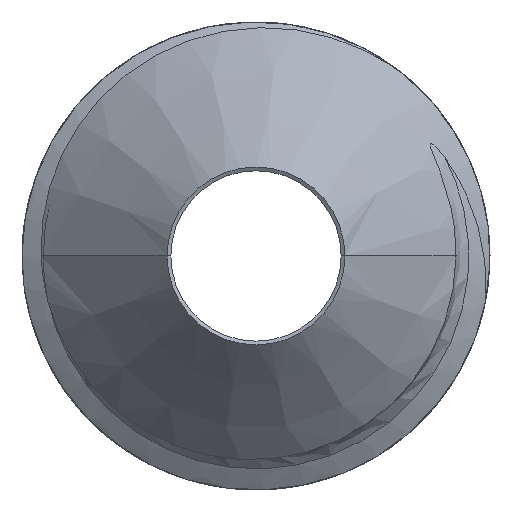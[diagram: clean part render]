
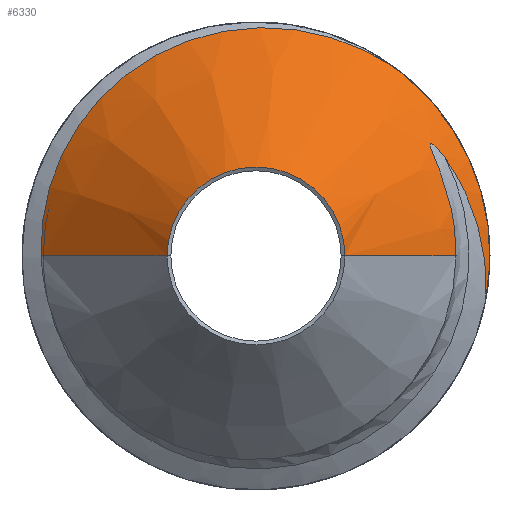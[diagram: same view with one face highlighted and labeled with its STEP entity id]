
A CAD part, left-side view. The second image highlights one B-rep face of the part: STEP entity #6330.
In plain terms, the highlighted conical face has half-angle 45 degrees and reference radius 0.863 mm.
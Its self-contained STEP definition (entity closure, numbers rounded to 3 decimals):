
#1056=CARTESIAN_POINT('',(0.775,0.,0.));
#1057=DIRECTION('',(-1.,0.,0.));
#1058=DIRECTION('',(0.,-0.983,-0.184));
#1059=AXIS2_PLACEMENT_3D('',#1056,#1057,#1058);
#2704=CARTESIAN_POINT('',(0.672,1.147,0.));
#2705=CARTESIAN_POINT('',(0.675,1.15,
0.067));
#2706=CARTESIAN_POINT('',(0.68,1.144,
0.202));
#2707=CARTESIAN_POINT('',(0.689,1.098,
0.404));
#2708=CARTESIAN_POINT('',(0.697,1.016,
0.595));
#2709=CARTESIAN_POINT('',(0.704,0.905,
0.766));
#2710=CARTESIAN_POINT('',(0.712,0.764,
0.916));
#2711=CARTESIAN_POINT('',(0.72,0.6,
1.041));
#2712=CARTESIAN_POINT('',(0.728,0.414,
1.136));
#2713=CARTESIAN_POINT('',(0.736,0.215,
1.198));
#2714=CARTESIAN_POINT('',(0.744,0.002,
1.225));
#2715=CARTESIAN_POINT('',(0.752,-0.213,
1.214));
#2716=CARTESIAN_POINT('',(0.759,-0.42,
1.167));
#2717=CARTESIAN_POINT('',(0.767,-0.615,
1.086));
#2718=CARTESIAN_POINT('',(0.772,-0.736,
1.009));
#2719=CARTESIAN_POINT('',(0.775,-0.793,0.966));
#2726=CARTESIAN_POINT('',(0.775,-1.229,-0.23));
#2727=CARTESIAN_POINT('',(0.766,-1.232,
-0.161));
#2728=CARTESIAN_POINT('',(0.747,-1.227,
-0.024));
#2729=CARTESIAN_POINT('',(0.719,-1.187,
0.175));
#2730=CARTESIAN_POINT('',(0.691,-1.115,
0.36));
#2731=CARTESIAN_POINT('',(0.672,-1.047,
0.472));
#2732=CARTESIAN_POINT('',(0.663,-1.01,
0.524));
#2734=DIRECTION('',(0.707,-0.707,0.));
#2735=VECTOR('',#2734,0.839);
#2736=CARTESIAN_POINT('',(0.,-0.475,0.));
#2737=LINE('',#2736,#2735);
#2738=CARTESIAN_POINT('',(0.,0.,0.));
#2739=DIRECTION('',(1.,0.,0.));
#2740=DIRECTION('',(0.,1.,0.));
#2741=AXIS2_PLACEMENT_3D('',#2738,#2739,#2740);
#2743=DIRECTION('',(0.707,0.707,0.));
#2744=VECTOR('',#2743,0.951);
#2745=CARTESIAN_POINT('',(0.,0.475,0.));
#2746=LINE('',#2745,#2744);
#3078=CARTESIAN_POINT('',(0.663,-1.01,
0.524));
#3079=CARTESIAN_POINT('',(0.662,-1.007,
0.527));
#3080=CARTESIAN_POINT('',(0.661,-1.002,
0.534));
#3081=CARTESIAN_POINT('',(0.659,-0.995,
0.543));
#3082=CARTESIAN_POINT('',(0.657,-0.988,
0.552));
#3083=CARTESIAN_POINT('',(0.655,-0.982,
0.56));
#3084=CARTESIAN_POINT('',(0.653,-0.976,
0.567));
#3085=CARTESIAN_POINT('',(0.652,-0.97,
0.573));
#3086=CARTESIAN_POINT('',(0.65,-0.965,
0.579));
#3087=CARTESIAN_POINT('',(0.648,-0.959,
0.584));
#3088=CARTESIAN_POINT('',(0.646,-0.954,
0.588));
#3089=CARTESIAN_POINT('',(0.644,-0.95,
0.592));
#3090=CARTESIAN_POINT('',(0.642,-0.945,
0.596));
#3091=CARTESIAN_POINT('',(0.64,-0.941,
0.599));
#3092=CARTESIAN_POINT('',(0.638,-0.937,
0.6));
#3093=CARTESIAN_POINT('',(0.635,-0.933,
0.601));
#3094=CARTESIAN_POINT('',(0.631,-0.931,
0.598));
#3095=CARTESIAN_POINT('',(0.629,-0.93,
0.594));
#3096=CARTESIAN_POINT('',(0.626,-0.931,
0.589));
#3097=CARTESIAN_POINT('',(0.625,-0.932,
0.584));
#3098=CARTESIAN_POINT('',(0.623,-0.933,
0.578));
#3099=CARTESIAN_POINT('',(0.622,-0.935,
0.572));
#3100=CARTESIAN_POINT('',(0.62,-0.938,
0.566));
#3101=CARTESIAN_POINT('',(0.619,-0.94,
0.559));
#3102=CARTESIAN_POINT('',(0.618,-0.943,
0.551));
#3103=CARTESIAN_POINT('',(0.616,-0.946,
0.543));
#3104=CARTESIAN_POINT('',(0.615,-0.95,
0.535));
#3105=CARTESIAN_POINT('',(0.614,-0.954,
0.525));
#3106=CARTESIAN_POINT('',(0.613,-0.958,
0.515));
#3107=CARTESIAN_POINT('',(0.611,-0.963,
0.504));
#3108=CARTESIAN_POINT('',(0.61,-0.968,
0.492));
#3109=CARTESIAN_POINT('',(0.609,-0.973,
0.478));
#3110=CARTESIAN_POINT('',(0.608,-0.978,
0.464));
#3111=CARTESIAN_POINT('',(0.607,-0.984,
0.449));
#3112=CARTESIAN_POINT('',(0.606,-0.99,
0.433));
#3113=CARTESIAN_POINT('',(0.605,-0.997,
0.416));
#3114=CARTESIAN_POINT('',(0.604,-1.003,
0.397));
#3115=CARTESIAN_POINT('',(0.603,-1.01,
0.377));
#3116=CARTESIAN_POINT('',(0.602,-1.016,
0.356));
#3117=CARTESIAN_POINT('',(0.601,-1.023,
0.334));
#3118=CARTESIAN_POINT('',(0.6,-1.03,
0.309));
#3119=CARTESIAN_POINT('',(0.599,-1.036,
0.282));
#3120=CARTESIAN_POINT('',(0.598,-1.043,
0.253));
#3121=CARTESIAN_POINT('',(0.597,-1.049,
0.221));
#3122=CARTESIAN_POINT('',(0.596,-1.055,
0.185));
#3123=CARTESIAN_POINT('',(0.596,-1.061,
0.145));
#3124=CARTESIAN_POINT('',(0.595,-1.065,
0.102));
#3125=CARTESIAN_POINT('',(0.594,-1.068,
0.054));
#3126=CARTESIAN_POINT('',(0.594,-1.069,
0.018));
#3127=CARTESIAN_POINT('',(0.593,-1.068,
0.));
#3452=CARTESIAN_POINT('',(0.,0.475,0.));
#3453=CARTESIAN_POINT('',(0.672,1.147,0.));
#3454=VERTEX_POINT('',#3452);
#3455=VERTEX_POINT('',#3453);
#3456=CARTESIAN_POINT('',(0.,-0.475,0.));
#3457=CARTESIAN_POINT('',(0.593,-1.068,
0.));
#3458=VERTEX_POINT('',#3456);
#3459=VERTEX_POINT('',#3457);
#3510=CARTESIAN_POINT('',(0.775,-1.229,-0.23));
#3511=CARTESIAN_POINT('',(0.775,-0.793,0.966));
#3512=VERTEX_POINT('',#3510);
#3513=VERTEX_POINT('',#3511);
#3515=VERTEX_POINT('',#3078);
#6313=CARTESIAN_POINT('',(0.388,0.,0.));
#6314=DIRECTION('',(1.,0.,0.));
#6315=DIRECTION('',(0.,-1.,0.));
#6316=AXIS2_PLACEMENT_3D('',#6313,#6314,#6315);
#6317=CONICAL_SURFACE('',#6316,0.863,45.);
#6318=ORIENTED_EDGE('',*,*,#3815,.F.);
#6320=ORIENTED_EDGE('',*,*,#6319,.T.);
#6322=ORIENTED_EDGE('',*,*,#6321,.T.);
#6323=ORIENTED_EDGE('',*,*,#6305,.F.);
#6325=ORIENTED_EDGE('',*,*,#6324,.F.);
#6326=ORIENTED_EDGE('',*,*,#6301,.T.);
#6327=ORIENTED_EDGE('',*,*,#6291,.T.);
#6328=EDGE_LOOP('',(#6318,#6320,#6322,#6323,#6325,#6326,#6327));
#6329=FACE_OUTER_BOUND('',#6328,.F.);
#1060=CIRCLE('',#1059,1.25);
#2720=B_SPLINE_CURVE_WITH_KNOTS('',3,(#2704,#2705,#2706,#2707,#2708,#2709,#2710,
#2711,#2712,#2713,#2714,#2715,#2716,#2717,#2718,#2719),.UNSPECIFIED.,.F.,.F.,(4,
1,1,1,1,1,1,1,1,1,1,1,1,4),(0.,0.077,0.154,
0.231,0.308,0.385,0.462,
0.538,0.615,0.692,0.769,
0.846,0.923,1.),.UNSPECIFIED.);
#2733=B_SPLINE_CURVE_WITH_KNOTS('',3,(#2726,#2727,#2728,#2729,#2730,#2731,
#2732),.UNSPECIFIED.,.F.,.F.,(4,1,1,1,4),(0.,0.25,0.5,0.75,1.),
.UNSPECIFIED.);
#2742=CIRCLE('',#2741,0.475);
#3128=B_SPLINE_CURVE_WITH_KNOTS('',3,(#3078,#3079,#3080,#3081,#3082,#3083,#3084,
#3085,#3086,#3087,#3088,#3089,#3090,#3091,#3092,#3093,#3094,#3095,#3096,#3097,
#3098,#3099,#3100,#3101,#3102,#3103,#3104,#3105,#3106,#3107,#3108,#3109,#3110,
#3111,#3112,#3113,#3114,#3115,#3116,#3117,#3118,#3119,#3120,#3121,#3122,#3123,
#3124,#3125,#3126,#3127),.UNSPECIFIED.,.F.,.F.,(4,1,1,1,1,1,1,1,1,1,1,1,1,1,1,1,
1,1,1,1,1,1,1,1,1,1,1,1,1,1,1,1,1,1,1,1,1,1,1,1,1,1,1,1,1,1,1,4),(0.,
0.021,0.043,0.064,0.085,
0.106,0.128,0.149,0.17,
0.191,0.213,0.234,0.255,
0.277,0.298,0.319,0.34,
0.362,0.383,0.404,0.426,
0.447,0.468,0.489,0.511,
0.532,0.553,0.574,0.596,
0.617,0.638,0.66,0.681,
0.702,0.723,0.745,0.766,
0.787,0.809,0.83,0.851,
0.872,0.894,0.915,0.936,
0.957,0.979,1.),.UNSPECIFIED.);
#3815=EDGE_CURVE('',#3512,#3513,#1060,.T.);
#6291=EDGE_CURVE('',#3455,#3513,#2720,.T.);
#6301=EDGE_CURVE('',#3454,#3455,#2746,.T.);
#6305=EDGE_CURVE('',#3458,#3459,#2737,.T.);
#6319=EDGE_CURVE('',#3512,#3515,#2733,.T.);
#6321=EDGE_CURVE('',#3515,#3459,#3128,.T.);
#6324=EDGE_CURVE('',#3454,#3458,#2742,.T.);
#6330=ADVANCED_FACE('',(#6329),#6317,.T.);
